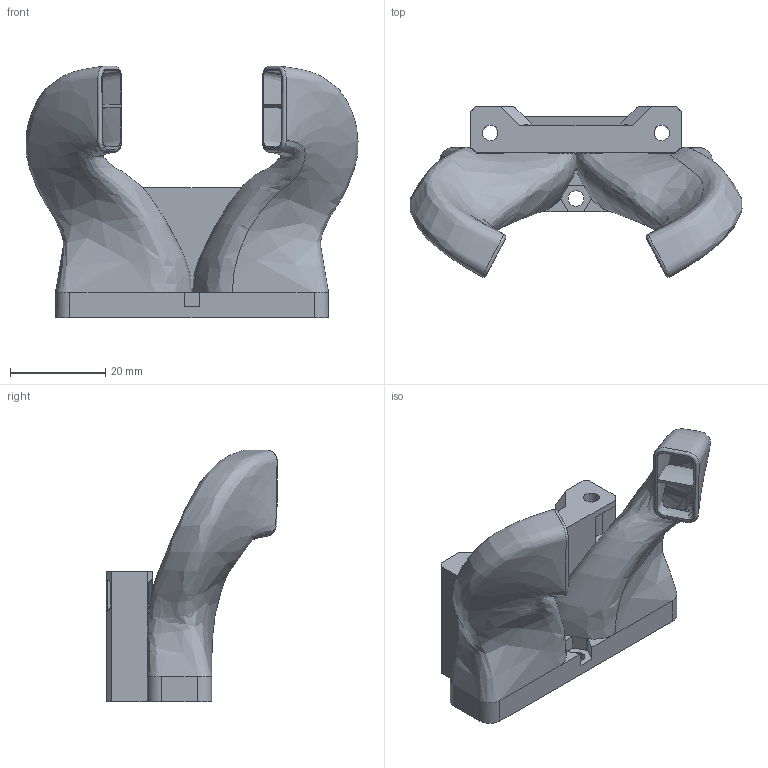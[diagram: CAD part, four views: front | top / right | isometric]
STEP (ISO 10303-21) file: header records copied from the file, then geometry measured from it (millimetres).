
FILE_DESCRIPTION(/* description */ (''),/* implementation_level */ '2;1');
FILE_NAME(/* name */ 'bottom_horns_volcano.step',/* time_stamp */ '2022-06-27T14:13:21+01:00',/* author */ (''),/* organization */ (''),/* preprocessor_version */ 'ST-DEVELOPER v19',/* originating_system */ 'Autodesk Translation Framework v11.7.0.108',/* authorisation */ '');
FILE_SCHEMA (('AUTOMOTIVE_DESIGN { 1 0 10303 214 3 1 1 }'));
Products named in the file (1): bottom_horns_volcano
Bounding box: 69.55 x 35.78 x 52.72 mm (x, y, z)
Volume: 15846 mm3; surface area: 17679.5 mm2
Topology: 1 solids, 1 shells, 166 faces, 589 edges, 417 vertices
Faces by surface type: plane 94, bspline 51, cylinder 21
Full cylindrical faces by diameter (mm): 3.3 x3
Entity records: 33137 total; most frequent: CARTESIAN_POINT 28558, ORIENTED_EDGE 1178, DIRECTION 630, EDGE_CURVE 589, VERTEX_POINT 417, LINE 274, VECTOR 274, B_SPLINE_CURVE_WITH_KNOTS 252
